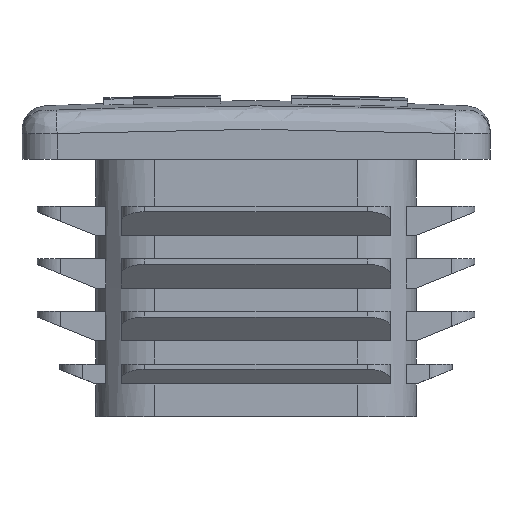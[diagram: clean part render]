
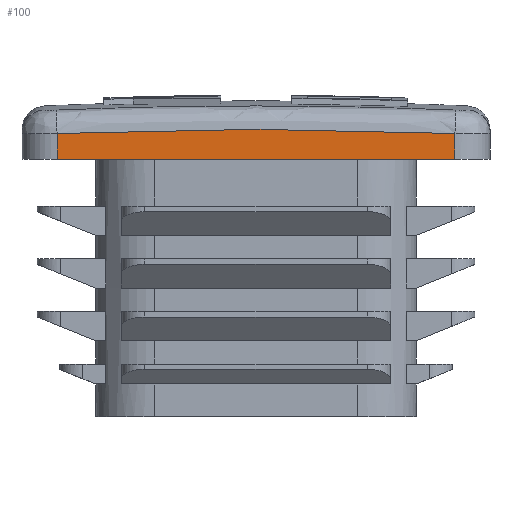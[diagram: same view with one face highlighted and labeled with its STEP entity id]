
A CAD part, left-side view. The second image highlights one B-rep face of the part: STEP entity #100.
In plain terms, the highlighted planar face has unit normal (-1, 0, 0).
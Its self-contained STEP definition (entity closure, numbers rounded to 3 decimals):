
#100 = ADVANCED_FACE( '', ( #415 ), #416, .T. );
#415 = FACE_OUTER_BOUND( '', #1968, .T. );
#416 = PLANE( '', #1969 );
#1968 = EDGE_LOOP( '', ( #3655, #3656, #3657, #3658 ) );
#1969 = AXIS2_PLACEMENT_3D( '', #3659, #3660, #3661 );
#3655 = ORIENTED_EDGE( '', *, *, #5737, .T. );
#3656 = ORIENTED_EDGE( '', *, *, #5756, .T. );
#3657 = ORIENTED_EDGE( '', *, *, #5771, .F. );
#3658 = ORIENTED_EDGE( '', *, *, #5747, .T. );
#3659 = CARTESIAN_POINT( '', ( -20., 17., -69.769 ) );
#3660 = DIRECTION( '', ( -1., 0., 0. ) );
#3661 = DIRECTION( '', ( 0., -1., 0. ) );
#5737 = EDGE_CURVE( '', #6548, #6546, #6549, .T. );
#5747 = EDGE_CURVE( '', #6567, #6548, #6568, .T. );
#5756 = EDGE_CURVE( '', #6546, #6581, #6583, .T. );
#5771 = EDGE_CURVE( '', #6567, #6581, #6603, .T. );
#6546 = VERTEX_POINT( '', #8524 );
#6548 = VERTEX_POINT( '', #8568 );
#6549 = LINE( '', #8569, #8570 );
#6567 = VERTEX_POINT( '', #8592 );
#6568 = LINE( '', #8593, #8594 );
#6581 = VERTEX_POINT( '', #8610 );
#6583 = B_SPLINE_CURVE_WITH_KNOTS( '', 3, ( #8612, #8613, #8614, #8615, #8616, #8617, #8618, #8619, #8620, #8621, #8622, #8623, #8624, #8625, #8626, #8627, #8628, #8629, #8630 ), .UNSPECIFIED., .F., .F., ( 4, 2, 2, 1, 1, 2, 1, 2, 2, 2, 4 ), ( 0., 0.004, 0.009, 0.01, 0.011, 0.013, 0.017, 0.021, 0.026, 0.03, 0.034 ), .UNSPECIFIED. );
#6603 = LINE( '', #8832, #8833 );
#8524 = CARTESIAN_POINT( '', ( -20., -17., 24.212 ) );
#8568 = CARTESIAN_POINT( '', ( -20., -17., 22. ) );
#8569 = CARTESIAN_POINT( '', ( -20., -17., -69.769 ) );
#8570 = VECTOR( '', #10747, 1000. );
#8592 = CARTESIAN_POINT( '', ( -20., 17., 22. ) );
#8593 = CARTESIAN_POINT( '', ( -20., 0., 22. ) );
#8594 = VECTOR( '', #10767, 1000. );
#8610 = CARTESIAN_POINT( '', ( -20., 17., 24.212 ) );
#8612 = CARTESIAN_POINT( '', ( -20., -17., 24.212 ) );
#8613 = CARTESIAN_POINT( '', ( -20., -15.584, 24.27 ) );
#8614 = CARTESIAN_POINT( '', ( -20., -14.167, 24.321 ) );
#8615 = CARTESIAN_POINT( '', ( -20., -11.334, 24.409 ) );
#8616 = CARTESIAN_POINT( '', ( -20., -9.917, 24.445 ) );
#8617 = CARTESIAN_POINT( '', ( -20., -8.146, 24.482 ) );
#8618 = CARTESIAN_POINT( '', ( -20., -7.437, 24.496 ) );
#8619 = CARTESIAN_POINT( '', ( -20., -6.02, 24.52 ) );
#8620 = CARTESIAN_POINT( '', ( -20., -4.957, 24.534 ) );
#8621 = CARTESIAN_POINT( '', ( -20., -2.832, 24.556 ) );
#8622 = CARTESIAN_POINT( '', ( -20., 0.002, 24.571 ) );
#8623 = CARTESIAN_POINT( '', ( -20., 2.835, 24.556 ) );
#8624 = CARTESIAN_POINT( '', ( -20., 5.669, 24.526 ) );
#8625 = CARTESIAN_POINT( '', ( -20., 7.085, 24.504 ) );
#8626 = CARTESIAN_POINT( '', ( -20., 9.918, 24.445 ) );
#8627 = CARTESIAN_POINT( '', ( -20., 11.335, 24.409 ) );
#8628 = CARTESIAN_POINT( '', ( -20., 14.168, 24.321 ) );
#8629 = CARTESIAN_POINT( '', ( -20., 15.584, 24.27 ) );
#8630 = CARTESIAN_POINT( '', ( -20., 17., 24.212 ) );
#8832 = CARTESIAN_POINT( '', ( -20., 17., -69.769 ) );
#8833 = VECTOR( '', #10806, 1000. );
#10747 = DIRECTION( '', ( 0., 0., 1. ) );
#10767 = DIRECTION( '', ( 0., -1., 0. ) );
#10806 = DIRECTION( '', ( 0., 0., 1. ) );
